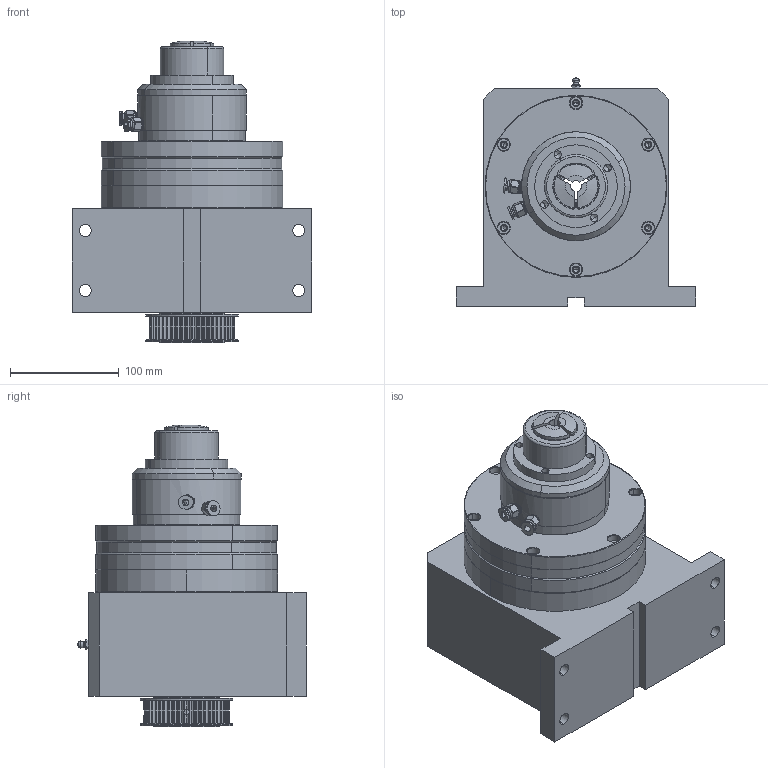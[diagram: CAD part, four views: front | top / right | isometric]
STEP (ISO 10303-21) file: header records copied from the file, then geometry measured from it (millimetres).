
FILE_DESCRIPTION (( 'STEP AP214' ), '1' );
FILE_NAME ('DR-25-L+GAL-25.STEP', '2024-04-04T02:39:45', ( '微软用户' ), ( '微软中国' ), 'SwSTEP 2.0', 'SolidWorks 2023', '' );
FILE_SCHEMA (( 'AUTOMOTIVE_DESIGN' ));
Length unit declared in the file: millimetre
Products named in the file (6): GAL-25; DR-25-L+GAL-25; YB-25; DR-25-L; DR-25-L 法兰（GAL-25）_结构; DR-25 同步轮5M-50Y-=N40
Assembly tree (5 placements, depth 2):
  DR-25-L+GAL-25
    DR-25-L
    DR-25-L 法兰（GAL-25）_结构
    DR-25 同步轮5M-50Y-=N40
    GAL-25
    YB-25
Bounding box: 220 x 210 x 276.74 mm (x, y, z)
Volume: 5095929.7 mm3; surface area: 474976.6 mm2
Topology: 12 solids, 12 shells, 1168 faces, 3031 edges, 1860 vertices
Faces by surface type: cylinder 591, plane 292, bspline 124, cone 109, sphere 30, torus 22
Entity records: 68842 total; most frequent: CARTESIAN_POINT 32962, ORIENTED_EDGE 5878, DIRECTION 5835, EDGE_CURVE 2939, AXIS2_PLACEMENT_3D 2286, VERTEX_POINT 1858, EDGE_LOOP 1295, LINE 1263
